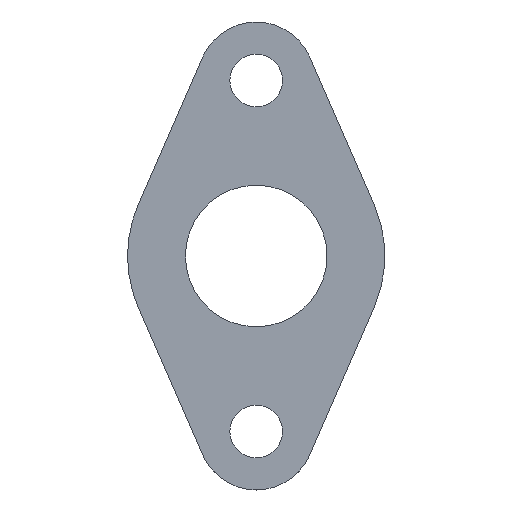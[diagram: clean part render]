
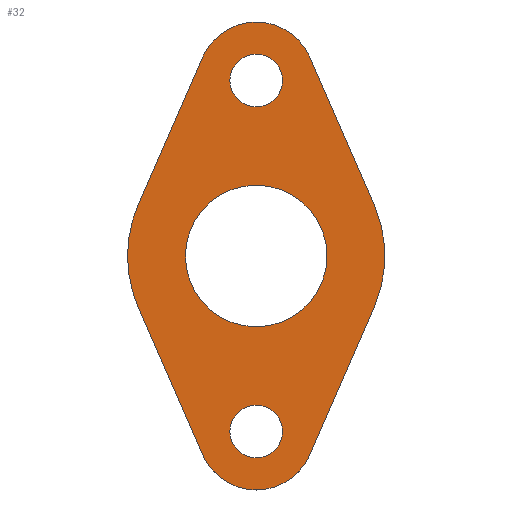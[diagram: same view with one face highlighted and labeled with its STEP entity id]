
A CAD part, top view. The second image highlights one B-rep face of the part: STEP entity #32.
In plain terms, the highlighted planar face has unit normal (0, 0, 1).
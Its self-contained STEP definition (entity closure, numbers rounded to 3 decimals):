
#5 = EDGE_CURVE ( 'NONE', #284, #187, #555, .T. ) ;
#8 = EDGE_CURVE ( 'NONE', #170, #160, #539, .T. ) ;
#9 = EDGE_CURVE ( 'NONE', #351, #176, #567, .T. ) ;
#10 = EDGE_CURVE ( 'NONE', #349, #172, #434, .T. ) ;
#14 = EDGE_CURVE ( 'NONE', #187, #184, #376, .T. ) ;
#16 = AXIS2_PLACEMENT_3D ( 'NONE', #321, #310, #320 ) ;
#18 = AXIS2_PLACEMENT_3D ( 'NONE', #283, #298, #279 ) ;
#25 = EDGE_CURVE ( 'NONE', #160, #170, #534, .T. ) ;
#26 = EDGE_CURVE ( 'NONE', #190, #167, #393, .T. ) ;
#32 = ADVANCED_FACE ( 'NONE', ( #548, #522, #545, #372 ), #276, .T. ) ;
#42 = EDGE_CURVE ( 'NONE', #172, #349, #396, .T. ) ;
#45 = EDGE_CURVE ( 'NONE', #154, #165, #384, .T. ) ;
#46 = AXIS2_PLACEMENT_3D ( 'NONE', #293, #296, #297 ) ;
#47 = AXIS2_PLACEMENT_3D ( 'NONE', #334, #315, #323 ) ;
#50 = EDGE_CURVE ( 'NONE', #353, #190, #483, .T. ) ;
#53 = AXIS2_PLACEMENT_3D ( 'NONE', #336, #317, #337 ) ;
#54 = AXIS2_PLACEMENT_3D ( 'NONE', #202, #332, #188 ) ;
#55 = AXIS2_PLACEMENT_3D ( 'NONE', #274, #290, #282 ) ;
#56 = EDGE_CURVE ( 'NONE', #167, #284, #493, .T. ) ;
#57 = AXIS2_PLACEMENT_3D ( 'NONE', #181, #322, #179 ) ;
#61 = EDGE_CURVE ( 'NONE', #165, #154, #486, .T. ) ;
#63 = AXIS2_PLACEMENT_3D ( 'NONE', #162, #203, #303 ) ;
#64 = AXIS2_PLACEMENT_3D ( 'NONE', #309, #314, #333 ) ;
#65 = AXIS2_PLACEMENT_3D ( 'NONE', #335, #345, #326 ) ;
#79 = EDGE_CURVE ( 'NONE', #184, #351, #467, .T. ) ;
#80 = AXIS2_PLACEMENT_3D ( 'NONE', #214, #207, #206 ) ;
#90 = EDGE_CURVE ( 'NONE', #176, #171, #591, .T. ) ;
#93 = EDGE_CURVE ( 'NONE', #171, #353, #417, .T. ) ;
#120 = CARTESIAN_POINT ( 'NONE',  ( 2.25, -15., 3. ) ) ;
#126 = CARTESIAN_POINT ( 'NONE',  ( -10.082, -4.4, 3. ) ) ;
#127 = DIRECTION ( 'NONE',  ( 0.4, -0.917, 0. ) ) ;
#140 = CARTESIAN_POINT ( 'NONE',  ( -2.25, -15., 3. ) ) ;
#141 = CARTESIAN_POINT ( 'NONE',  ( -2.25, 15., 3. ) ) ;
#144 = CARTESIAN_POINT ( 'NONE',  ( 10.082, -4.4, 3. ) ) ;
#145 = CARTESIAN_POINT ( 'NONE',  ( 2.25, 15., 3. ) ) ;
#154 = VERTEX_POINT ( 'NONE', #145 ) ;
#160 = VERTEX_POINT ( 'NONE', #140 ) ;
#162 = CARTESIAN_POINT ( 'NONE',  ( 0., 0., 3. ) ) ;
#164 = CARTESIAN_POINT ( 'NONE',  ( 4.583, 17., 3. ) ) ;
#165 = VERTEX_POINT ( 'NONE', #141 ) ;
#167 = VERTEX_POINT ( 'NONE', #144 ) ;
#170 = VERTEX_POINT ( 'NONE', #120 ) ;
#171 = VERTEX_POINT ( 'NONE', #225 ) ;
#172 = VERTEX_POINT ( 'NONE', #226 ) ;
#176 = VERTEX_POINT ( 'NONE', #228 ) ;
#179 = DIRECTION ( 'NONE',  ( 1., 0., 0. ) ) ;
#181 = CARTESIAN_POINT ( 'NONE',  ( 0., 0., 3. ) ) ;
#184 = VERTEX_POINT ( 'NONE', #230 ) ;
#187 = VERTEX_POINT ( 'NONE', #231 ) ;
#188 = DIRECTION ( 'NONE',  ( 1., 0., 0. ) ) ;
#190 = VERTEX_POINT ( 'NONE', #232 ) ;
#196 = DIRECTION ( 'NONE',  ( -0.4, 0.917, 0. ) ) ;
#202 = CARTESIAN_POINT ( 'NONE',  ( 0., -15., 3. ) ) ;
#203 = DIRECTION ( 'NONE',  ( 0., 0., 1. ) ) ;
#206 = DIRECTION ( 'NONE',  ( 1., 0., 0. ) ) ;
#207 = DIRECTION ( 'NONE',  ( 0., 0., 1. ) ) ;
#209 = DIRECTION ( 'NONE',  ( -0.4, -0.917, 0. ) ) ;
#210 = CARTESIAN_POINT ( 'NONE',  ( -10.082, 4.4, 3. ) ) ;
#214 = CARTESIAN_POINT ( 'NONE',  ( 0., 0., 3. ) ) ;
#225 = CARTESIAN_POINT ( 'NONE',  ( -10.082, -4.4, 3. ) ) ;
#226 = CARTESIAN_POINT ( 'NONE',  ( -6.05, 0., 3. ) ) ;
#228 = CARTESIAN_POINT ( 'NONE',  ( -11., 0., 3. ) ) ;
#230 = CARTESIAN_POINT ( 'NONE',  ( -4.583, 17., 3. ) ) ;
#231 = CARTESIAN_POINT ( 'NONE',  ( 4.583, 17., 3. ) ) ;
#232 = CARTESIAN_POINT ( 'NONE',  ( 4.583, -17., 3. ) ) ;
#237 = CARTESIAN_POINT ( 'NONE',  ( 10.082, 4.4, 3. ) ) ;
#241 = CARTESIAN_POINT ( 'NONE',  ( 6.05, 0., 3. ) ) ;
#242 = CARTESIAN_POINT ( 'NONE',  ( -10.082, 4.4, 3. ) ) ;
#243 = CARTESIAN_POINT ( 'NONE',  ( -4.583, -17., 3. ) ) ;
#274 = CARTESIAN_POINT ( 'NONE',  ( 0., 15., 3. ) ) ;
#276 = PLANE ( 'NONE',  #18 ) ;
#278 = DIRECTION ( 'NONE',  ( 0.4, 0.917, 0. ) ) ;
#279 = DIRECTION ( 'NONE',  ( 1., 0., 0. ) ) ;
#282 = DIRECTION ( 'NONE',  ( 1., 0., 0. ) ) ;
#283 = CARTESIAN_POINT ( 'NONE',  ( 0., 15., 3. ) ) ;
#284 = VERTEX_POINT ( 'NONE', #237 ) ;
#290 = DIRECTION ( 'NONE',  ( 0., 0., 1. ) ) ;
#293 = CARTESIAN_POINT ( 'NONE',  ( 0., -15., 3. ) ) ;
#296 = DIRECTION ( 'NONE',  ( 0., 0., 1. ) ) ;
#297 = DIRECTION ( 'NONE',  ( 1., 0., 0. ) ) ;
#298 = DIRECTION ( 'NONE',  ( 0., 0., 1. ) ) ;
#303 = DIRECTION ( 'NONE',  ( 1., 0., 0. ) ) ;
#309 = CARTESIAN_POINT ( 'NONE',  ( 0., 0., 3. ) ) ;
#310 = DIRECTION ( 'NONE',  ( 0., 0., 1. ) ) ;
#314 = DIRECTION ( 'NONE',  ( 0., 0., 1. ) ) ;
#315 = DIRECTION ( 'NONE',  ( 0., 0., 1. ) ) ;
#317 = DIRECTION ( 'NONE',  ( 0., 0., 1. ) ) ;
#320 = DIRECTION ( 'NONE',  ( 1., 0., 0. ) ) ;
#321 = CARTESIAN_POINT ( 'NONE',  ( 0., 0., 3. ) ) ;
#322 = DIRECTION ( 'NONE',  ( 0., 0., 1. ) ) ;
#323 = DIRECTION ( 'NONE',  ( 1., 0., 0. ) ) ;
#326 = DIRECTION ( 'NONE',  ( 1., 0., 0. ) ) ;
#332 = DIRECTION ( 'NONE',  ( 0., 0., 1. ) ) ;
#333 = DIRECTION ( 'NONE',  ( 1., 0., 0. ) ) ;
#334 = CARTESIAN_POINT ( 'NONE',  ( 0., -15., 3. ) ) ;
#335 = CARTESIAN_POINT ( 'NONE',  ( 0., 15., 3. ) ) ;
#336 = CARTESIAN_POINT ( 'NONE',  ( 0., 15., 3. ) ) ;
#337 = DIRECTION ( 'NONE',  ( 1., 0., 0. ) ) ;
#345 = DIRECTION ( 'NONE',  ( 0., 0., 1. ) ) ;
#349 = VERTEX_POINT ( 'NONE', #241 ) ;
#351 = VERTEX_POINT ( 'NONE', #242 ) ;
#353 = VERTEX_POINT ( 'NONE', #243 ) ;
#357 = CARTESIAN_POINT ( 'NONE',  ( 10.082, -4.4, 3. ) ) ;
#372 = FACE_BOUND ( 'NONE', #409, .T. ) ;
#376 = CIRCLE ( 'NONE', #55, 5. ) ;
#384 = CIRCLE ( 'NONE', #53, 2.25 ) ;
#387 = ORIENTED_EDGE ( 'NONE', *, *, #90, .T. ) ;
#393 = LINE ( 'NONE', #357, #563 ) ;
#396 = CIRCLE ( 'NONE', #16, 6.05 ) ;
#400 = ORIENTED_EDGE ( 'NONE', *, *, #79, .T. ) ;
#406 = ORIENTED_EDGE ( 'NONE', *, *, #45, .F. ) ;
#408 = VECTOR ( 'NONE', #209, 1000. ) ;
#409 = EDGE_LOOP ( 'NONE', ( #553, #458 ) ) ;
#417 = LINE ( 'NONE', #126, #481 ) ;
#426 = ORIENTED_EDGE ( 'NONE', *, *, #10, .F. ) ;
#429 = ORIENTED_EDGE ( 'NONE', *, *, #93, .T. ) ;
#434 = CIRCLE ( 'NONE', #57, 6.05 ) ;
#446 = ORIENTED_EDGE ( 'NONE', *, *, #42, .F. ) ;
#458 = ORIENTED_EDGE ( 'NONE', *, *, #8, .F. ) ;
#460 = ORIENTED_EDGE ( 'NONE', *, *, #56, .T. ) ;
#463 = ORIENTED_EDGE ( 'NONE', *, *, #26, .T. ) ;
#467 = LINE ( 'NONE', #210, #408 ) ;
#473 = VECTOR ( 'NONE', #196, 1000. ) ;
#478 = EDGE_LOOP ( 'NONE', ( #568, #406 ) ) ;
#481 = VECTOR ( 'NONE', #127, 1000. ) ;
#483 = CIRCLE ( 'NONE', #47, 5. ) ;
#486 = CIRCLE ( 'NONE', #65, 2.25 ) ;
#493 = CIRCLE ( 'NONE', #64, 11. ) ;
#499 = ORIENTED_EDGE ( 'NONE', *, *, #9, .T. ) ;
#510 = ORIENTED_EDGE ( 'NONE', *, *, #14, .T. ) ;
#522 = FACE_OUTER_BOUND ( 'NONE', #523, .T. ) ;
#523 = EDGE_LOOP ( 'NONE', ( #510, #400, #499, #387, #429, #546, #463, #460, #586 ) ) ;
#534 = CIRCLE ( 'NONE', #46, 2.25 ) ;
#539 = CIRCLE ( 'NONE', #54, 2.25 ) ;
#545 = FACE_BOUND ( 'NONE', #556, .T. ) ;
#546 = ORIENTED_EDGE ( 'NONE', *, *, #50, .T. ) ;
#548 = FACE_BOUND ( 'NONE', #478, .T. ) ;
#553 = ORIENTED_EDGE ( 'NONE', *, *, #25, .F. ) ;
#555 = LINE ( 'NONE', #164, #473 ) ;
#556 = EDGE_LOOP ( 'NONE', ( #446, #426 ) ) ;
#563 = VECTOR ( 'NONE', #278, 1000. ) ;
#567 = CIRCLE ( 'NONE', #63, 11. ) ;
#568 = ORIENTED_EDGE ( 'NONE', *, *, #61, .F. ) ;
#586 = ORIENTED_EDGE ( 'NONE', *, *, #5, .T. ) ;
#591 = CIRCLE ( 'NONE', #80, 11. ) ;
